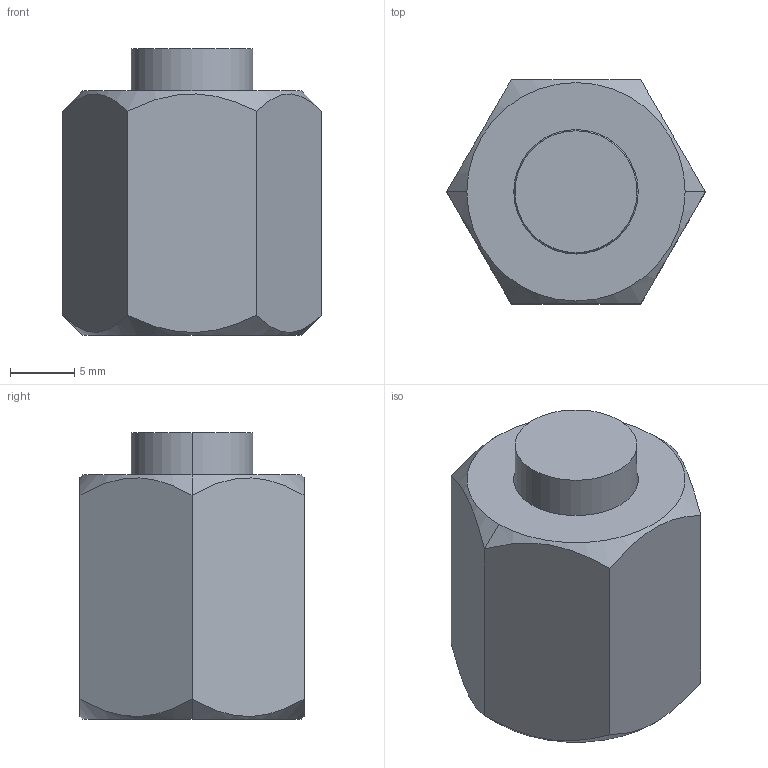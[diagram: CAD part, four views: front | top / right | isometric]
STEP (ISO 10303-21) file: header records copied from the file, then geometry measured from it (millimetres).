
FILE_DESCRIPTION((''),'2;1');
FILE_NAME('ILC30900066','2014-11-07T',('jdw'),(''),'PRO/ENGINEER BY PARAMETRIC TECHNOLOGY CORPORATION, 2013320','PRO/ENGINEER BY PARAMETRIC TECHNOLOGY CORPORATION, 2013320','');
FILE_SCHEMA(('AUTOMOTIVE_DESIGN { 1 0 10303 214 1 1 1 1 }'));
Length unit declared in the file: inch
Products named in the file (1): ILC30900066
Bounding box: 20.16 x 17.46 x 22.35 mm (x, y, z)
Volume: 3755.2 mm3; surface area: 3359.3 mm2
Topology: 2 solids, 3 shells, 33 faces, 70 edges, 42 vertices
Faces by surface type: cone 12, plane 11, cylinder 8, torus 2
Entity records: 1125 total; most frequent: CARTESIAN_POINT 255, DIRECTION 158, ORIENTED_EDGE 136, COLOUR_RGB 106, EDGE_CURVE 70, AXIS2_PLACEMENT_3D 66, VERTEX_POINT 42, EDGE_LOOP 36
